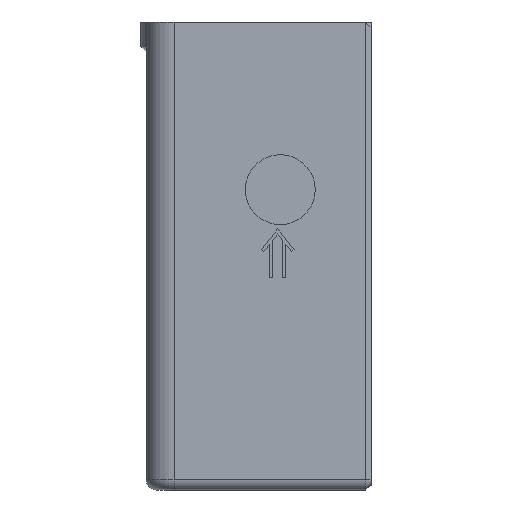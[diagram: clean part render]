
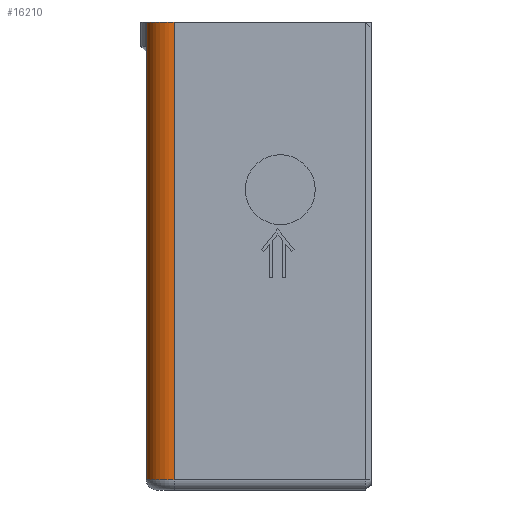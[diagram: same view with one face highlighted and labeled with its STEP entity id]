
A CAD part, front view. The second image highlights one B-rep face of the part: STEP entity #16210.
In plain terms, the highlighted cylindrical face has radius 2 mm (diameter 4 mm), a partial arc.
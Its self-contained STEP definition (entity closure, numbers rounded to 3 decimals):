
#55 = EDGE_CURVE ( 'NONE', #3562, #17143, #1727, .T. ) ;
#165 = DIRECTION ( 'NONE',  ( 0., 0., -1. ) ) ;
#1304 = CARTESIAN_POINT ( 'NONE',  ( -2.75, 97.75, 14.1 ) ) ;
#1450 = CARTESIAN_POINT ( 'NONE',  ( -2.75, 97.75, 16.1 ) ) ;
#1727 = LINE ( 'NONE', #9659, #5074 ) ;
#1991 = CIRCLE ( 'NONE', #6536, 2. ) ;
#2258 = VECTOR ( 'NONE', #10323, 1000. ) ;
#2605 = CARTESIAN_POINT ( 'NONE',  ( 8., 97.75, 14.1 ) ) ;
#3562 = VERTEX_POINT ( 'NONE', #6809 ) ;
#3645 = LINE ( 'NONE', #15850, #2258 ) ;
#4096 = ORIENTED_EDGE ( 'NONE', *, *, #15684, .T. ) ;
#5072 = CARTESIAN_POINT ( 'NONE',  ( -2.75, 99.75, 14.1 ) ) ;
#5074 = VECTOR ( 'NONE', #16409, 1000. ) ;
#6452 = CARTESIAN_POINT ( 'NONE',  ( 30., 97.75, 14.1 ) ) ;
#6536 = AXIS2_PLACEMENT_3D ( 'NONE', #1304, #9787, #165 ) ;
#6725 = CYLINDRICAL_SURFACE ( 'NONE', #15925, 2. ) ;
#6809 = CARTESIAN_POINT ( 'NONE',  ( 30., 97.75, 16.1 ) ) ;
#7090 = ORIENTED_EDGE ( 'NONE', *, *, #55, .F. ) ;
#7444 = EDGE_CURVE ( 'NONE', #3562, #12539, #15452, .T. ) ;
#7838 = VERTEX_POINT ( 'NONE', #5072 ) ;
#8058 = AXIS2_PLACEMENT_3D ( 'NONE', #6452, #9110, #17036 ) ;
#9110 = DIRECTION ( 'NONE',  ( -1., 0., 0. ) ) ;
#9405 = ORIENTED_EDGE ( 'NONE', *, *, #7444, .T. ) ;
#9659 = CARTESIAN_POINT ( 'NONE',  ( 8., 97.75, 16.1 ) ) ;
#9787 = DIRECTION ( 'NONE',  ( 1., 0., 0. ) ) ;
#10323 = DIRECTION ( 'NONE',  ( -1., 0., 0. ) ) ;
#10708 = DIRECTION ( 'NONE',  ( 0., 0., -1. ) ) ;
#12539 = VERTEX_POINT ( 'NONE', #13222 ) ;
#12633 = ORIENTED_EDGE ( 'NONE', *, *, #16758, .T. ) ;
#12695 = EDGE_LOOP ( 'NONE', ( #7090, #9405, #12633, #4096 ) ) ;
#13222 = CARTESIAN_POINT ( 'NONE',  ( 30., 99.75, 14.1 ) ) ;
#15452 = CIRCLE ( 'NONE', #8058, 2. ) ;
#15684 = EDGE_CURVE ( 'NONE', #7838, #17143, #1991, .T. ) ;
#15850 = CARTESIAN_POINT ( 'NONE',  ( 8., 99.75, 14.1 ) ) ;
#15925 = AXIS2_PLACEMENT_3D ( 'NONE', #2605, #16143, #10708 ) ;
#16143 = DIRECTION ( 'NONE',  ( -1., 0., 0. ) ) ;
#16210 = ADVANCED_FACE ( 'NONE', ( #16403 ), #6725, .T. ) ;
#16403 = FACE_OUTER_BOUND ( 'NONE', #12695, .T. ) ;
#16409 = DIRECTION ( 'NONE',  ( -1., 0., 0. ) ) ;
#16758 = EDGE_CURVE ( 'NONE', #12539, #7838, #3645, .T. ) ;
#17036 = DIRECTION ( 'NONE',  ( 0., 0., -1. ) ) ;
#17143 = VERTEX_POINT ( 'NONE', #1450 ) ;
